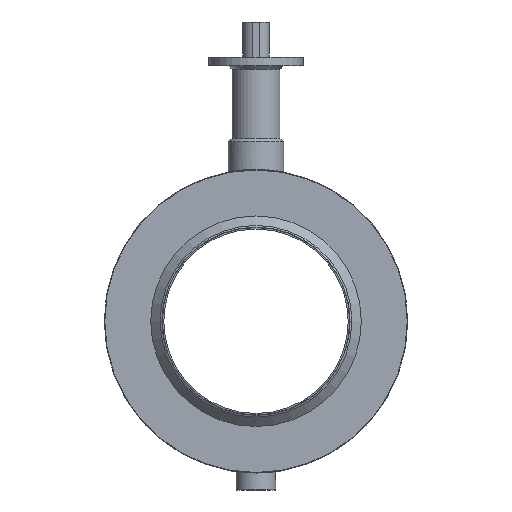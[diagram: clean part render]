
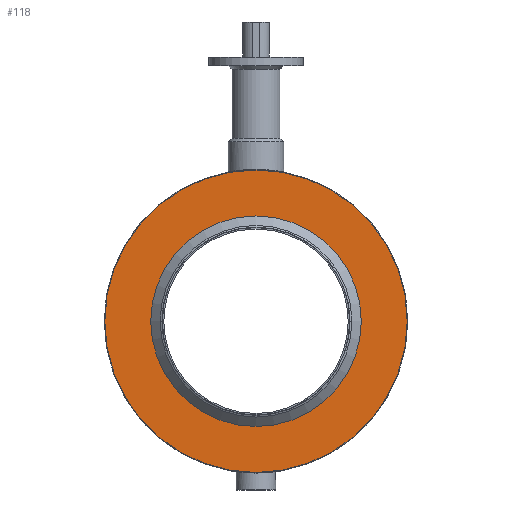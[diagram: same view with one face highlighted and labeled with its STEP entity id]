
A CAD part, left-side view. The second image highlights one B-rep face of the part: STEP entity #118.
In plain terms, the highlighted planar face has unit normal (-1, 0, 0).
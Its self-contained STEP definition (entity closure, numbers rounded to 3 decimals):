
#118 = ADVANCED_FACE( '', ( #274, #275 ), #276, .F. );
#274 = FACE_BOUND( '', #494, .T. );
#275 = FACE_OUTER_BOUND( '', #495, .T. );
#276 = PLANE( '', #496 );
#494 = EDGE_LOOP( '', ( #758 ) );
#495 = EDGE_LOOP( '', ( #759 ) );
#496 = AXIS2_PLACEMENT_3D( '', #760, #761, #762 );
#758 = ORIENTED_EDGE( '', *, *, #1046, .T. );
#759 = ORIENTED_EDGE( '', *, *, #1007, .T. );
#760 = CARTESIAN_POINT( '', ( -505., 0., 563. ) );
#761 = DIRECTION( '', ( 1., 0., 0. ) );
#762 = DIRECTION( '', ( 0., 0., -1. ) );
#1007 = EDGE_CURVE( '', #1147, #1147, #1148, .F. );
#1046 = EDGE_CURVE( '', #1212, #1212, #1213, .T. );
#1147 = VERTEX_POINT( '', #1528 );
#1148 = CIRCLE( '', #1529, 561. );
#1212 = VERTEX_POINT( '', #1605 );
#1213 = CIRCLE( '', #1606, 390.5 );
#1528 = CARTESIAN_POINT( '', ( -505., 0., -561. ) );
#1529 = AXIS2_PLACEMENT_3D( '', #1884, #1885, #1886 );
#1605 = CARTESIAN_POINT( '', ( -505., 0., -390.5 ) );
#1606 = AXIS2_PLACEMENT_3D( '', #1947, #1948, #1949 );
#1884 = CARTESIAN_POINT( '', ( -505., 0., 0. ) );
#1885 = DIRECTION( '', ( 1., 0., 0. ) );
#1886 = DIRECTION( '', ( 0., 0., -1. ) );
#1947 = CARTESIAN_POINT( '', ( -505., 0., 0. ) );
#1948 = DIRECTION( '', ( 1., 0., 0. ) );
#1949 = DIRECTION( '', ( 0., 0., -1. ) );
